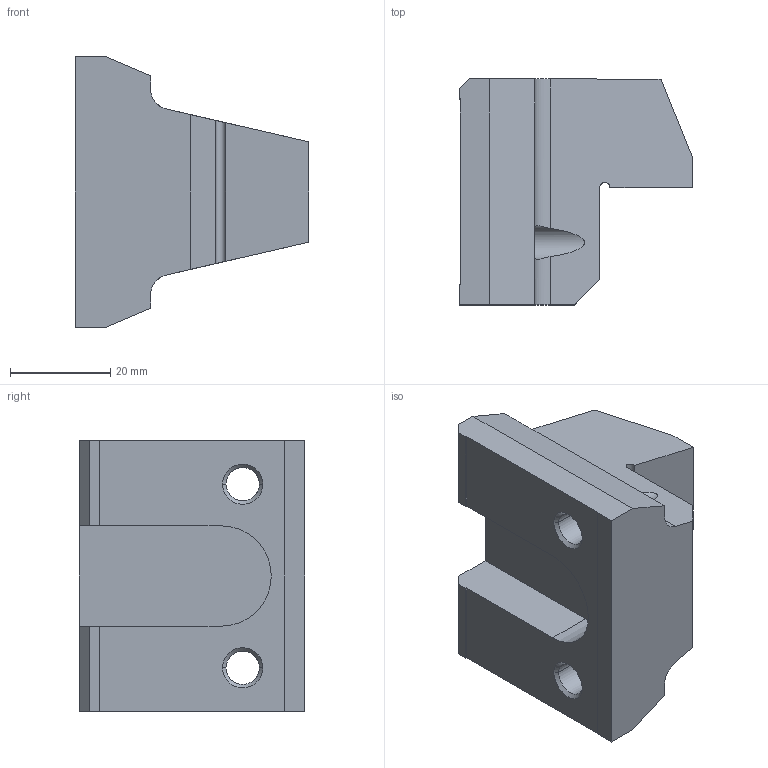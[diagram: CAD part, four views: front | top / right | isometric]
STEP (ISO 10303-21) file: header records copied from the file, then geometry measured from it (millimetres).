
FILE_DESCRIPTION(('STEP AP214'),'1');
FILE_NAME(' ',' ',('TraceParts'),('TraceParts S.A.'),'XStep 1.0',' ',' ');
FILE_SCHEMA(('automotive_design'));
Length unit declared in the file: millimetre
Products named in the file (1): 1
Bounding box: 46.5 x 45 x 54 mm (x, y, z)
Volume: 53432.1 mm3; surface area: 11528.9 mm2
Topology: 1 solids, 1 shells, 41 faces, 119 edges, 78 vertices
Faces by surface type: plane 27, cylinder 10, cone 4
Entity records: 2830 total; most frequent: CARTESIAN_POINT 407, STYLED_ITEM 238, PRESENTATION_STYLE_ASSIGNMENT 238, COLOUR_RGB 238, ORIENTED_EDGE 238, DIRECTION 215, EDGE_CURVE 119, CURVE_STYLE 119
